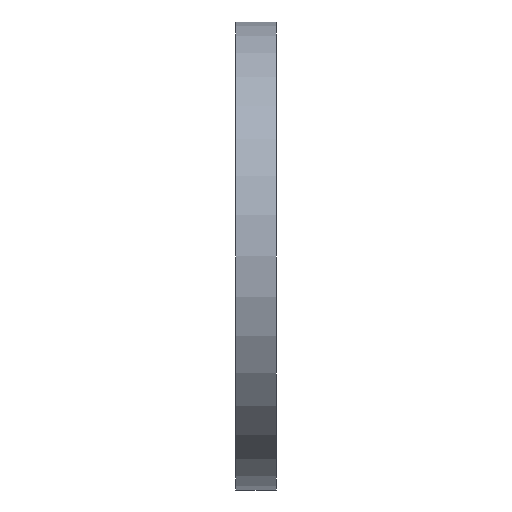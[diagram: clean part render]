
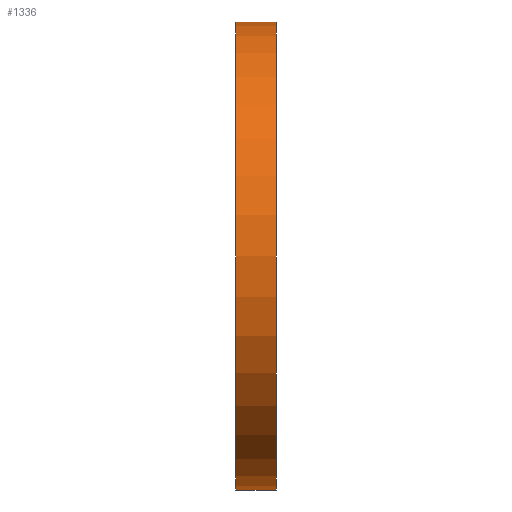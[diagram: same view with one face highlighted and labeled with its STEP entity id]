
A CAD part, front view. The second image highlights one B-rep face of the part: STEP entity #1336.
In plain terms, the highlighted cylindrical face has radius 146.05 mm (diameter 292.1 mm), a partial arc.
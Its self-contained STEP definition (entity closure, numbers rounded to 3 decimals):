
#395=CARTESIAN_POINT('POINT41',(135.636,177.8,342.9));
#396=VERTEX_POINT('VERTEX41',#395);
#397=CARTESIAN_POINT('POINT42',(135.636,177.8,50.8));
#398=VERTEX_POINT('VERTEX42',#397);
#399=CARTESIAN_POINT('POS46',(135.636,177.8,196.85));
#400=DIRECTION('DIR83',(1.,0.,0.));
#401=DIRECTION('DIR84',(0.,0.,1.));
#402=AXIS2_PLACEMENT_3D('AXIS38',#399,#400,#401);
#403=CIRCLE('ELLIPSE33',#402,146.05);
#404=EDGE_CURVE('EDGE41',#396,#398,#403,.T.);
#1287=CARTESIAN_POINT('POINT79',(110.236,177.8,342.9));
#1288=VERTEX_POINT('VERTEX79',#1287);
#1289=CARTESIAN_POINT('POS153',(110.236,177.8,342.9));
#1290=DIRECTION('DIR251',(1.,0.,0.));
#1291=VECTOR('VEC55',#1290,25.4);
#1292=LINE('STRAIGHT55',#1289,#1291);
#1293=EDGE_CURVE('EDGE117',#1288,#396,#1292,.T.);
#1296=CARTESIAN_POINT('POINT80',(110.236,177.8,50.8));
#1297=VERTEX_POINT('VERTEX80',#1296);
#1298=CARTESIAN_POINT('POS154',(110.236,177.8,50.8));
#1299=DIRECTION('DIR252',(1.,0.,0.));
#1300=VECTOR('VEC56',#1299,25.4);
#1301=LINE('STRAIGHT56',#1298,#1300);
#1302=EDGE_CURVE('EDGE118',#1297,#398,#1301,.T.);
#1319=ORIENTED_EDGE('COEDGE201',*,*,#1302,.T.);
#1320=ORIENTED_EDGE('COEDGE202',*,*,#404,.F.);
#1321=ORIENTED_EDGE('COEDGE203',*,*,#1293,.F.);
#1322=CARTESIAN_POINT('POS157',(110.236,177.8,196.85));
#1323=DIRECTION('DIR257',(1.,0.,0.));
#1324=DIRECTION('DIR258',(0.,0.,1.));
#1325=AXIS2_PLACEMENT_3D('AXIS101',#1322,#1323,#1324);
#1326=CIRCLE('ELLIPSE64',#1325,146.05);
#1327=EDGE_CURVE('EDGE120',#1288,#1297,#1326,.T.);
#1328=ORIENTED_EDGE('COEDGE204',*,*,#1327,.T.);
#1329=EDGE_LOOP('NONE',(#1319,#1320,#1321,#1328));
#1330=FACE_BOUND('LOOP1',#1329,.T.);
#1331=CARTESIAN_POINT('POS158',(110.236,177.8,196.85));
#1332=DIRECTION('DIR259',(1.,0.,0.));
#1333=DIRECTION('DIR260',(0.,0.,-1.));
#1334=AXIS2_PLACEMENT_3D('AXIS102',#1331,#1332,#1333);
#1335=CYLINDRICAL_SURFACE('CONE_SURF24',#1334,146.05);
#1336=ADVANCED_FACE('FACE38',(#1330),#1335,.T.);
